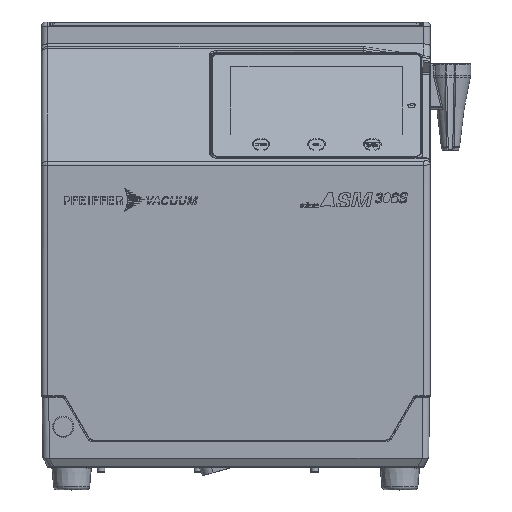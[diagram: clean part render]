
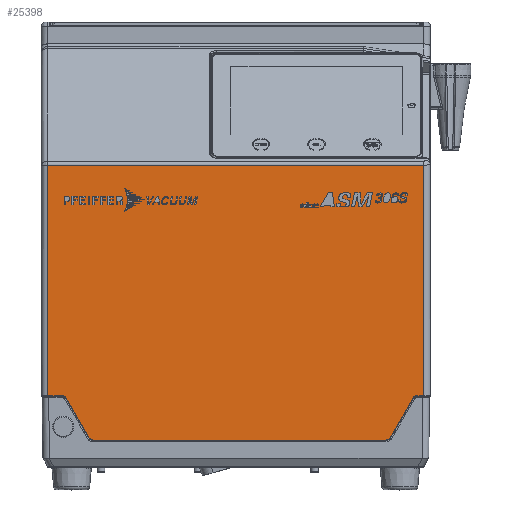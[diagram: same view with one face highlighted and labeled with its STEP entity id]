
A CAD part, top view. The second image highlights one B-rep face of the part: STEP entity #25398.
In plain terms, the highlighted planar face has unit normal (0, 0, 1).
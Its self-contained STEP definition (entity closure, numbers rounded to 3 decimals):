
#15848=DIRECTION('',(1.,0.,0.));
#15849=VECTOR('',#15848,13.277);
#15850=CARTESIAN_POINT('',(-169.,61.,150.));
#15851=LINE('',#15850,#15849);
#15852=DIRECTION('',(0.,1.,0.));
#15853=VECTOR('',#15852,206.981);
#15854=CARTESIAN_POINT('',(-169.,61.,150.));
#15855=LINE('',#15854,#15853);
#15856=DIRECTION('',(-1.,0.,0.));
#15857=VECTOR('',#15856,338.);
#15858=CARTESIAN_POINT('',(169.,267.981,150.));
#15859=LINE('',#15858,#15857);
#15860=DIRECTION('',(0.,-1.,0.));
#15861=VECTOR('',#15860,206.981);
#15862=CARTESIAN_POINT('',(169.,267.981,150.));
#15863=LINE('',#15862,#15861);
#15864=DIRECTION('',(1.,0.,0.));
#15865=VECTOR('',#15864,6.277);
#15866=CARTESIAN_POINT('',(162.723,61.,150.));
#15867=LINE('',#15866,#15865);
#15868=CARTESIAN_POINT('',(162.723,57.5,150.));
#15869=DIRECTION('',(0.,0.,-1.));
#15870=DIRECTION('',(-0.866,0.5,0.));
#15871=AXIS2_PLACEMENT_3D('',#15868,#15869,#15870);
#15873=DIRECTION('',(0.5,0.866,0.));
#15874=VECTOR('',#15873,41.573);
#15875=CARTESIAN_POINT('',(138.901,23.25,150.));
#15876=LINE('',#15875,#15874);
#15877=CARTESIAN_POINT('',(135.005,25.5,150.));
#15878=DIRECTION('',(0.,0.,1.));
#15879=DIRECTION('',(0.,-1.,0.));
#15880=AXIS2_PLACEMENT_3D('',#15877,#15878,#15879);
#15882=DIRECTION('',(1.,0.,0.));
#15883=VECTOR('',#15882,263.009);
#15884=CARTESIAN_POINT('',(-128.005,21.,150.));
#15885=LINE('',#15884,#15883);
#15886=CARTESIAN_POINT('',(-128.005,25.5,150.));
#15887=DIRECTION('',(0.,0.,1.));
#15888=DIRECTION('',(-0.866,-0.5,0.));
#15889=AXIS2_PLACEMENT_3D('',#15886,#15887,#15888);
#15891=DIRECTION('',(0.5,-0.866,0.));
#15892=VECTOR('',#15891,41.573);
#15893=CARTESIAN_POINT('',(-152.692,59.25,150.));
#15894=LINE('',#15893,#15892);
#15895=CARTESIAN_POINT('',(-155.723,57.5,150.));
#15896=DIRECTION('',(0.,0.,-1.));
#15897=DIRECTION('',(0.,1.,0.));
#15898=AXIS2_PLACEMENT_3D('',#15895,#15896,#15897);
#18462=CARTESIAN_POINT('',(-169.,267.981,150.));
#23761=VERTEX_POINT('',#18462);
#23762=CARTESIAN_POINT('',(169.,267.981,150.));
#23763=VERTEX_POINT('',#23762);
#25078=CARTESIAN_POINT('',(-169.,61.,150.));
#25079=VERTEX_POINT('',#25078);
#25082=CARTESIAN_POINT('',(-155.723,61.,150.));
#25083=VERTEX_POINT('',#25082);
#25086=CARTESIAN_POINT('',(-152.692,59.25,150.));
#25087=VERTEX_POINT('',#25086);
#25090=CARTESIAN_POINT('',(-131.901,23.25,150.));
#25091=VERTEX_POINT('',#25090);
#25094=CARTESIAN_POINT('',(-128.005,21.,150.));
#25095=VERTEX_POINT('',#25094);
#25098=CARTESIAN_POINT('',(135.005,21.,150.));
#25099=VERTEX_POINT('',#25098);
#25102=CARTESIAN_POINT('',(138.901,23.25,150.));
#25103=VERTEX_POINT('',#25102);
#25106=CARTESIAN_POINT('',(159.692,59.25,150.));
#25107=VERTEX_POINT('',#25106);
#25110=CARTESIAN_POINT('',(162.723,61.,150.));
#25111=VERTEX_POINT('',#25110);
#25114=CARTESIAN_POINT('',(169.,61.,150.));
#25115=VERTEX_POINT('',#25114);
#25367=CARTESIAN_POINT('',(-175.,270.,150.));
#25368=DIRECTION('',(0.,0.,1.));
#25369=DIRECTION('',(0.,-1.,0.));
#25370=AXIS2_PLACEMENT_3D('',#25367,#25368,#25369);
#25371=PLANE('',#25370);
#25373=ORIENTED_EDGE('',*,*,#25372,.F.);
#25375=ORIENTED_EDGE('',*,*,#25374,.T.);
#25377=ORIENTED_EDGE('',*,*,#25376,.F.);
#25379=ORIENTED_EDGE('',*,*,#25378,.T.);
#25381=ORIENTED_EDGE('',*,*,#25380,.F.);
#25383=ORIENTED_EDGE('',*,*,#25382,.F.);
#25385=ORIENTED_EDGE('',*,*,#25384,.F.);
#25387=ORIENTED_EDGE('',*,*,#25386,.F.);
#25389=ORIENTED_EDGE('',*,*,#25388,.F.);
#25391=ORIENTED_EDGE('',*,*,#25390,.F.);
#25393=ORIENTED_EDGE('',*,*,#25392,.F.);
#25395=ORIENTED_EDGE('',*,*,#25394,.F.);
#25396=EDGE_LOOP('',(#25373,#25375,#25377,#25379,#25381,#25383,#25385,#25387,
#25389,#25391,#25393,#25395));
#25397=FACE_OUTER_BOUND('',#25396,.F.);
#25398=ADVANCED_FACE('',(#25397),#25371,.T.);
#15872=CIRCLE('',#15871,3.5);
#15881=CIRCLE('',#15880,4.5);
#15890=CIRCLE('',#15889,4.5);
#15899=CIRCLE('',#15898,3.5);
#25372=EDGE_CURVE('',#25079,#25083,#15851,.T.);
#25374=EDGE_CURVE('',#25079,#23761,#15855,.T.);
#25376=EDGE_CURVE('',#23763,#23761,#15859,.T.);
#25378=EDGE_CURVE('',#23763,#25115,#15863,.T.);
#25380=EDGE_CURVE('',#25111,#25115,#15867,.T.);
#25382=EDGE_CURVE('',#25107,#25111,#15872,.T.);
#25384=EDGE_CURVE('',#25103,#25107,#15876,.T.);
#25386=EDGE_CURVE('',#25099,#25103,#15881,.T.);
#25388=EDGE_CURVE('',#25095,#25099,#15885,.T.);
#25390=EDGE_CURVE('',#25091,#25095,#15890,.T.);
#25392=EDGE_CURVE('',#25087,#25091,#15894,.T.);
#25394=EDGE_CURVE('',#25083,#25087,#15899,.T.);
